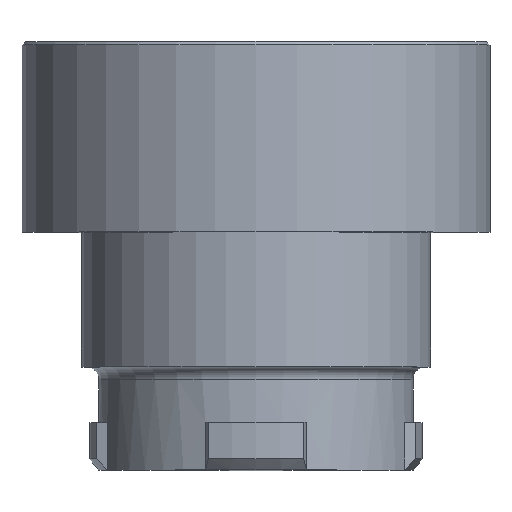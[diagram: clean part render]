
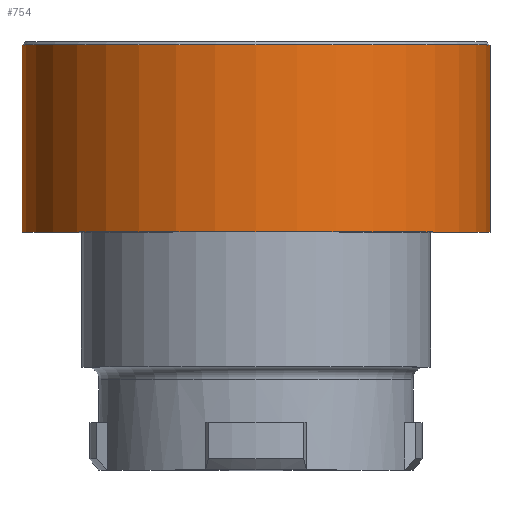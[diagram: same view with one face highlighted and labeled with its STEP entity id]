
A CAD part, top view. The second image highlights one B-rep face of the part: STEP entity #754.
In plain terms, the highlighted cylindrical face has radius 14.75 mm (diameter 29.5 mm), a full revolution.
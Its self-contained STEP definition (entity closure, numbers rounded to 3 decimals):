
#48=CYLINDRICAL_SURFACE('',#820,14.75);
#74=CIRCLE('',#819,14.75);
#75=CIRCLE('',#821,14.75);
#147=ORIENTED_EDGE('',*,*,#262,.F.);
#148=ORIENTED_EDGE('',*,*,#261,.T.);
#261=EDGE_CURVE('',#319,#319,#74,.T.);
#262=EDGE_CURVE('',#320,#320,#75,.T.);
#319=VERTEX_POINT('',#1142);
#320=VERTEX_POINT('',#1145);
#400=EDGE_LOOP('',(#147));
#401=EDGE_LOOP('',(#148));
#449=FACE_BOUND('',#400,.T.);
#450=FACE_BOUND('',#401,.T.);
#754=ADVANCED_FACE('',(#449,#450),#48,.T.);
#819=AXIS2_PLACEMENT_3D('',#1141,#949,#950);
#820=AXIS2_PLACEMENT_3D('',#1143,#951,#952);
#821=AXIS2_PLACEMENT_3D('',#1144,#953,#954);
#949=DIRECTION('',(1.,0.,0.));
#950=DIRECTION('',(0.,0.,-1.));
#951=DIRECTION('',(1.,0.,0.));
#952=DIRECTION('',(0.,0.,-1.));
#953=DIRECTION('',(1.,0.,0.));
#954=DIRECTION('',(0.,0.,-1.));
#1141=CARTESIAN_POINT('',(-11.8,0.,0.));
#1142=CARTESIAN_POINT('',(-11.8,0.,-14.75));
#1143=CARTESIAN_POINT('',(15.,0.,0.));
#1144=CARTESIAN_POINT('',(0.,0.,0.));
#1145=CARTESIAN_POINT('',(0.,0.,-14.75));
